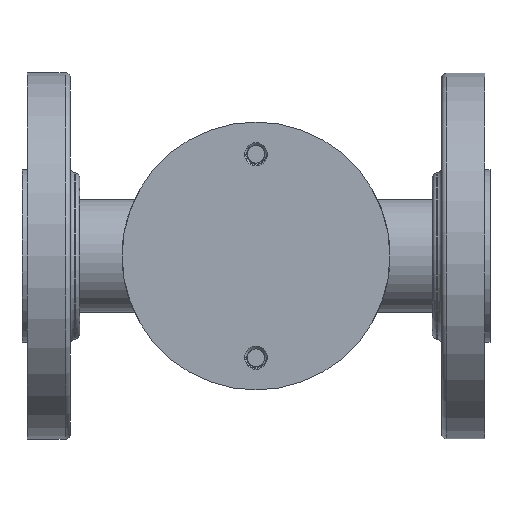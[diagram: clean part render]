
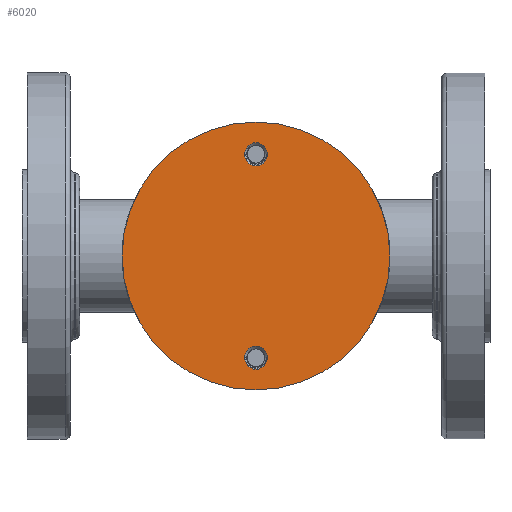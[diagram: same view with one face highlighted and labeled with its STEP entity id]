
A CAD part, front view. The second image highlights one B-rep face of the part: STEP entity #6020.
In plain terms, the highlighted planar face has unit normal (0, -1, 0).
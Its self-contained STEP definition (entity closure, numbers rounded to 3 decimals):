
#149 = CARTESIAN_POINT ( 'NONE',  ( 0., -23.116, -30. ) ) ;
#214 = AXIS2_PLACEMENT_3D ( 'NONE', #4776, #339, #3039 ) ;
#221 = VERTEX_POINT ( 'NONE', #4601 ) ;
#251 = EDGE_LOOP ( 'NONE', ( #4728 ) ) ;
#272 = PLANE ( 'NONE',  #5243 ) ;
#339 = DIRECTION ( 'NONE',  ( 0., 1., 0. ) ) ;
#383 = CIRCLE ( 'NONE', #7090, 3.4 ) ;
#969 = CARTESIAN_POINT ( 'NONE',  ( 0., -23.116, 30. ) ) ;
#1092 = VERTEX_POINT ( 'NONE', #8959 ) ;
#1964 = DIRECTION ( 'NONE',  ( 0., 0., 1. ) ) ;
#2271 = FACE_BOUND ( 'NONE', #251, .T. ) ;
#2912 = DIRECTION ( 'NONE',  ( 0., 0., 1. ) ) ;
#3039 = DIRECTION ( 'NONE',  ( 0., 0., 1. ) ) ;
#3093 = EDGE_CURVE ( 'NONE', #221, #221, #383, .T. ) ;
#3148 = FACE_OUTER_BOUND ( 'NONE', #9847, .T. ) ;
#3714 = DIRECTION ( 'NONE',  ( 0., 1., 0. ) ) ;
#3924 = AXIS2_PLACEMENT_3D ( 'NONE', #149, #3714, #1964 ) ;
#3955 = CARTESIAN_POINT ( 'NONE',  ( 0., -23.116, 0. ) ) ;
#4035 = ORIENTED_EDGE ( 'NONE', *, *, #3093, .T. ) ;
#4473 = DIRECTION ( 'NONE',  ( 0., 1., 0. ) ) ;
#4601 = CARTESIAN_POINT ( 'NONE',  ( 0., -23.116, 33.4 ) ) ;
#4728 = ORIENTED_EDGE ( 'NONE', *, *, #5282, .T. ) ;
#4776 = CARTESIAN_POINT ( 'NONE',  ( 0., -23.116, 0. ) ) ;
#5034 = ORIENTED_EDGE ( 'NONE', *, *, #7130, .F. ) ;
#5243 = AXIS2_PLACEMENT_3D ( 'NONE', #3955, #7625, #2912 ) ;
#5282 = EDGE_CURVE ( 'NONE', #8252, #8252, #5797, .T. ) ;
#5579 = FACE_BOUND ( 'NONE', #10776, .T. ) ;
#5797 = CIRCLE ( 'NONE', #3924, 3.4 ) ;
#6020 = ADVANCED_FACE ( 'NONE', ( #2271, #5579, #3148 ), #272, .F. ) ;
#7090 = AXIS2_PLACEMENT_3D ( 'NONE', #969, #4473, #9763 ) ;
#7130 = EDGE_CURVE ( 'NONE', #1092, #1092, #10634, .T. ) ;
#7625 = DIRECTION ( 'NONE',  ( 0., 1., 0. ) ) ;
#8252 = VERTEX_POINT ( 'NONE', #10933 ) ;
#8959 = CARTESIAN_POINT ( 'NONE',  ( 0., -23.116, 39.5 ) ) ;
#9763 = DIRECTION ( 'NONE',  ( 0., 0., 1. ) ) ;
#9847 = EDGE_LOOP ( 'NONE', ( #5034 ) ) ;
#10634 = CIRCLE ( 'NONE', #214, 39.5 ) ;
#10776 = EDGE_LOOP ( 'NONE', ( #4035 ) ) ;
#10933 = CARTESIAN_POINT ( 'NONE',  ( 0., -23.116, -26.6 ) ) ;
